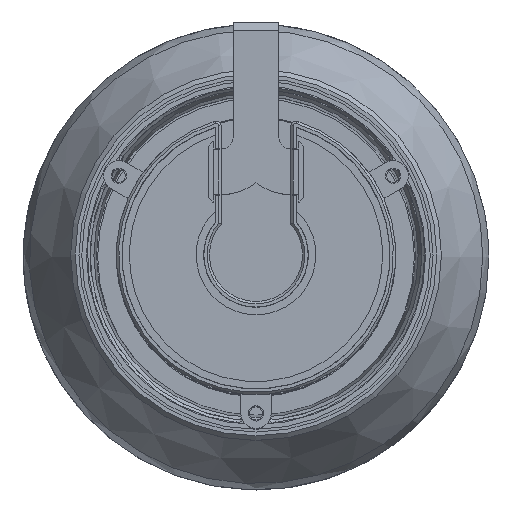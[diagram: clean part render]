
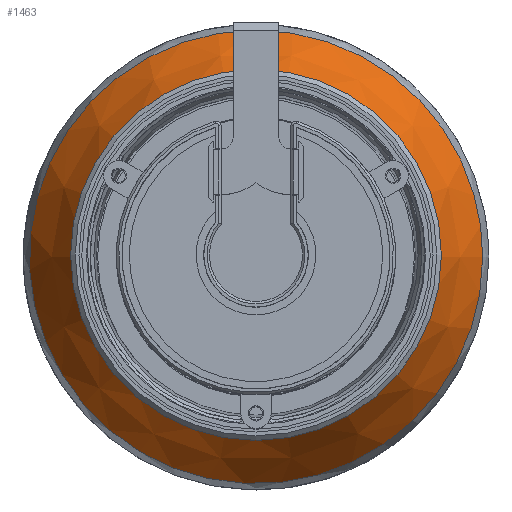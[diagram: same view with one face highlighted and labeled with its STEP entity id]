
A CAD part, top view. The second image highlights one B-rep face of the part: STEP entity #1463.
In plain terms, the highlighted conical face has half-angle 30 degrees and reference radius 39.1 mm.
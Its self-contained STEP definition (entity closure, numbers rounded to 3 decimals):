
#1346 = VERTEX_POINT('',#1347);
#1347 = CARTESIAN_POINT('',(48.66,0.,-11.559));
#1355 = EDGE_CURVE('',#1346,#1346,#1356,.T.);
#1356 = ( BOUNDED_CURVE() B_SPLINE_CURVE(10,(#1357,#1358,#1359,#1360,
    #1361,#1362,#1363,#1364,#1365,#1366,#1367,#1368,#1369,#1370,#1371,
    #1372,#1373,#1374,#1375,#1376),.UNSPECIFIED.,.T.,.F.) 
B_SPLINE_CURVE_WITH_KNOTS((11,9,11),(0.,157.08,
314.159),.UNSPECIFIED.) CURVE() GEOMETRIC_REPRESENTATION_ITEM() 
RATIONAL_B_SPLINE_CURVE((1.,1.,1.,1.,1.,1.,1.,1.
,1.,1.,1.,1.,1.,1.,1.,1.,1.,1.,1.,1.)) REPRESENTATION_ITEM('') );
#1357 = CARTESIAN_POINT('',(48.66,0.,-11.559));
#1358 = CARTESIAN_POINT('',(48.66,-15.066,
    -11.559));
#1359 = CARTESIAN_POINT('',(43.477,-30.36,
    -11.559));
#1360 = CARTESIAN_POINT('',(32.851,-43.738,
    -11.559));
#1361 = CARTESIAN_POINT('',(17.617,-52.851,
    -11.559));
#1362 = CARTESIAN_POINT('',(-0.013,-55.956,
    -11.559));
#1363 = CARTESIAN_POINT('',(-17.576,-52.776,
    -11.559));
#1364 = CARTESIAN_POINT('',(-32.654,-43.763,
    -11.559));
#1365 = CARTESIAN_POINT('',(-43.324,-30.575,
    -11.559));
#1366 = CARTESIAN_POINT('',(-48.66,-15.287,
    -11.559));
#1367 = CARTESIAN_POINT('',(-48.66,15.287,
    -11.559));
#1368 = CARTESIAN_POINT('',(-43.324,30.575,
    -11.559));
#1369 = CARTESIAN_POINT('',(-32.654,43.763,
    -11.559));
#1370 = CARTESIAN_POINT('',(-17.576,52.776,
    -11.559));
#1371 = CARTESIAN_POINT('',(-0.013,55.956,
    -11.559));
#1372 = CARTESIAN_POINT('',(17.617,52.851,
    -11.559));
#1373 = CARTESIAN_POINT('',(32.851,43.738,
    -11.559));
#1374 = CARTESIAN_POINT('',(43.477,30.36,
    -11.559));
#1375 = CARTESIAN_POINT('',(48.66,15.066,
    -11.559));
#1376 = CARTESIAN_POINT('',(48.66,0.,-11.559));
#1463 = ADVANCED_FACE('',(#1464),#1483,.T.);
#1464 = FACE_BOUND('',#1465,.T.);
#1465 = EDGE_LOOP('',(#1466,#1474,#1481,#1482));
#1466 = ORIENTED_EDGE('',*,*,#1467,.F.);
#1467 = EDGE_CURVE('',#1468,#1346,#1470,.T.);
#1468 = VERTEX_POINT('',#1469);
#1469 = CARTESIAN_POINT('',(39.1,0.,5.));
#1470 = LINE('',#1471,#1472);
#1471 = CARTESIAN_POINT('',(39.1,0.,5.));
#1472 = VECTOR('',#1473,1.);
#1473 = DIRECTION('',(0.5,0.,-0.866));
#1474 = ORIENTED_EDGE('',*,*,#1475,.T.);
#1475 = EDGE_CURVE('',#1468,#1468,#1476,.T.);
#1476 = CIRCLE('',#1477,39.1);
#1477 = AXIS2_PLACEMENT_3D('',#1478,#1479,#1480);
#1478 = CARTESIAN_POINT('',(0.,0.,5.));
#1479 = DIRECTION('',(0.,0.,-1.));
#1480 = DIRECTION('',(1.,0.,0.));
#1481 = ORIENTED_EDGE('',*,*,#1467,.T.);
#1482 = ORIENTED_EDGE('',*,*,#1355,.F.);
#1483 = CONICAL_SURFACE('',#1484,39.1,0.524);
#1484 = AXIS2_PLACEMENT_3D('',#1485,#1486,#1487);
#1485 = CARTESIAN_POINT('',(0.,0.,5.));
#1486 = DIRECTION('',(-0.,0.,-1.));
#1487 = DIRECTION('',(1.,0.,0.));
